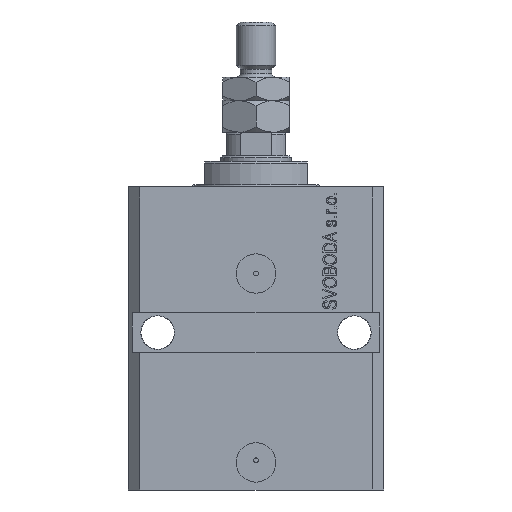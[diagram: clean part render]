
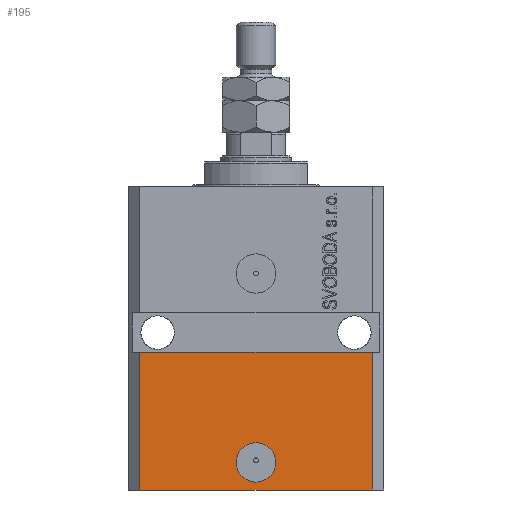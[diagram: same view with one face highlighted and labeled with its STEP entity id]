
A CAD part, front view. The second image highlights one B-rep face of the part: STEP entity #195.
In plain terms, the highlighted planar face has unit normal (0, -1, 0).
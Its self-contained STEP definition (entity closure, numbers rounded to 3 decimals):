
#195 = ADVANCED_FACE ( 'NONE', ( #1113, #11912 ), #40872, .T. ) ;
#512 = CIRCLE ( 'NONE', #15549, 5. ) ;
#689 = ORIENTED_EDGE ( 'NONE', *, *, #37477, .F. ) ;
#1113 = FACE_BOUND ( 'NONE', #20623, .T. ) ;
#1252 = AXIS2_PLACEMENT_3D ( 'NONE', #33111, #11678, #26043 ) ;
#3162 = EDGE_CURVE ( 'NONE', #13662, #24271, #14942, .T. ) ;
#5935 = CARTESIAN_POINT ( 'NONE',  ( -29.5, -22.5, -77. ) ) ;
#6522 = ORIENTED_EDGE ( 'NONE', *, *, #3162, .T. ) ;
#7432 = DIRECTION ( 'NONE',  ( 0., -1., 0. ) ) ;
#8829 = ORIENTED_EDGE ( 'NONE', *, *, #32547, .F. ) ;
#8964 = CARTESIAN_POINT ( 'NONE',  ( -29.5, -22.5, -77. ) ) ;
#9798 = CARTESIAN_POINT ( 'NONE',  ( 29.5, -22.5, -77. ) ) ;
#10972 = CARTESIAN_POINT ( 'NONE',  ( 0., -22.5, -70. ) ) ;
#11508 = VECTOR ( 'NONE', #17800, 1000. ) ;
#11678 = DIRECTION ( 'NONE',  ( 0., -1., 0. ) ) ;
#11912 = FACE_OUTER_BOUND ( 'NONE', #27658, .T. ) ;
#12476 = AXIS2_PLACEMENT_3D ( 'NONE', #39696, #7432, #21790 ) ;
#13662 = VERTEX_POINT ( 'NONE', #8964 ) ;
#13806 = LINE ( 'NONE', #9798, #11508 ) ;
#14942 = LINE ( 'NONE', #18699, #21516 ) ;
#15200 = ORIENTED_EDGE ( 'NONE', *, *, #38939, .F. ) ;
#15549 = AXIS2_PLACEMENT_3D ( 'NONE', #10972, #18291, #28422 ) ;
#15670 = VERTEX_POINT ( 'NONE', #43946 ) ;
#17037 = CARTESIAN_POINT ( 'NONE',  ( -32.5, -22.5, -42. ) ) ;
#17800 = DIRECTION ( 'NONE',  ( 0., 0., 1. ) ) ;
#18291 = DIRECTION ( 'NONE',  ( 0., -1., 0. ) ) ;
#18699 = CARTESIAN_POINT ( 'NONE',  ( -29.5, -22.5, -77. ) ) ;
#20014 = CIRCLE ( 'NONE', #12476, 5. ) ;
#20623 = EDGE_LOOP ( 'NONE', ( #15200, #689 ) ) ;
#21516 = VECTOR ( 'NONE', #25982, 1000. ) ;
#21790 = DIRECTION ( 'NONE',  ( 1., 0., 0. ) ) ;
#23332 = CARTESIAN_POINT ( 'NONE',  ( -29.5, -22.5, -42. ) ) ;
#24271 = VERTEX_POINT ( 'NONE', #31517 ) ;
#25459 = EDGE_CURVE ( 'NONE', #24271, #15670, #13806, .T. ) ;
#25982 = DIRECTION ( 'NONE',  ( 1., 0., 0. ) ) ;
#26043 = DIRECTION ( 'NONE',  ( 1., 0., 0. ) ) ;
#27154 = VECTOR ( 'NONE', #45470, 1000. ) ;
#27540 = VERTEX_POINT ( 'NONE', #30399 ) ;
#27658 = EDGE_LOOP ( 'NONE', ( #8829, #28341, #6522, #35708 ) ) ;
#28341 = ORIENTED_EDGE ( 'NONE', *, *, #44903, .F. ) ;
#28422 = DIRECTION ( 'NONE',  ( 1., 0., 0. ) ) ;
#30269 = VERTEX_POINT ( 'NONE', #23332 ) ;
#30371 = VERTEX_POINT ( 'NONE', #38415 ) ;
#30399 = CARTESIAN_POINT ( 'NONE',  ( -5., -22.5, -70. ) ) ;
#30669 = LINE ( 'NONE', #5935, #27154 ) ;
#31517 = CARTESIAN_POINT ( 'NONE',  ( 29.5, -22.5, -77. ) ) ;
#31618 = LINE ( 'NONE', #17037, #40918 ) ;
#32547 = EDGE_CURVE ( 'NONE', #30269, #15670, #31618, .T. ) ;
#33111 = CARTESIAN_POINT ( 'NONE',  ( -29.5, -22.5, -77. ) ) ;
#35708 = ORIENTED_EDGE ( 'NONE', *, *, #25459, .T. ) ;
#37477 = EDGE_CURVE ( 'NONE', #27540, #30371, #20014, .T. ) ;
#38415 = CARTESIAN_POINT ( 'NONE',  ( 5., -22.5, -70. ) ) ;
#38939 = EDGE_CURVE ( 'NONE', #30371, #27540, #512, .T. ) ;
#39696 = CARTESIAN_POINT ( 'NONE',  ( 0., -22.5, -70. ) ) ;
#40872 = PLANE ( 'NONE',  #1252 ) ;
#40918 = VECTOR ( 'NONE', #42455, 1000. ) ;
#42455 = DIRECTION ( 'NONE',  ( 1., 0., 0. ) ) ;
#43946 = CARTESIAN_POINT ( 'NONE',  ( 29.5, -22.5, -42. ) ) ;
#44903 = EDGE_CURVE ( 'NONE', #13662, #30269, #30669, .T. ) ;
#45470 = DIRECTION ( 'NONE',  ( 0., 0., 1. ) ) ;
